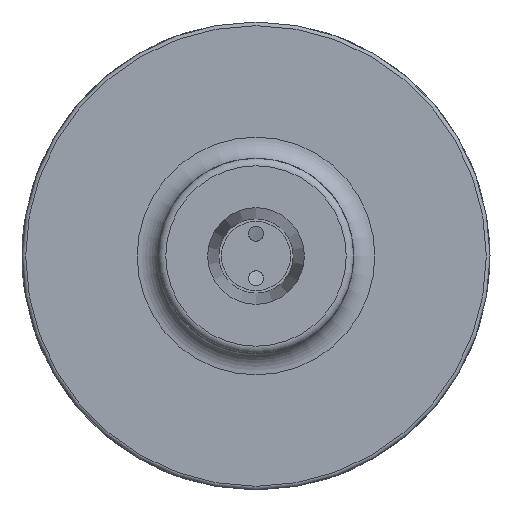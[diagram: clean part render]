
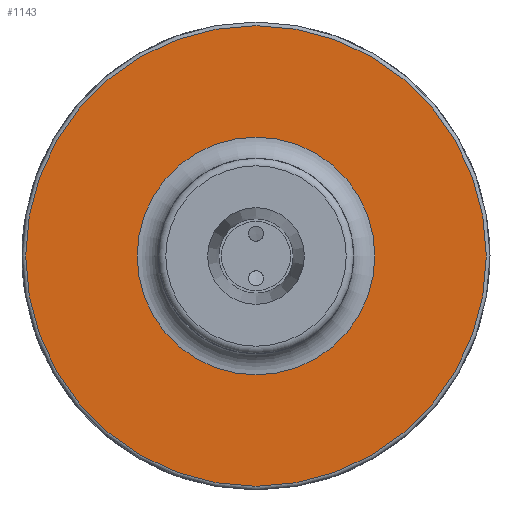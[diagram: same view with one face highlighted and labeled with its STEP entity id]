
A CAD part, left-side view. The second image highlights one B-rep face of the part: STEP entity #1143.
In plain terms, the highlighted planar face has unit normal (-1, 0, 0).
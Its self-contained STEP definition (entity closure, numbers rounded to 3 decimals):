
#980=CARTESIAN_POINT('',(-22.,0.0,16.));
#981=VERTEX_POINT('',#980);
#982=CARTESIAN_POINT('',(-22.,0.0,0.0));
#983=DIRECTION('',(-1.0,0.0,0.0));
#984=DIRECTION('',(0.0,0.0,1.0));
#985=AXIS2_PLACEMENT_3D('',#982,#983,#984);
#986=CIRCLE('',#985,16.);
#987=EDGE_CURVE('',#981,#981,#986,.T.);
#1124=CARTESIAN_POINT('',(-22.,31.5,0.0));
#1125=DIRECTION('',(-1.0,0.0,0.0));
#1126=DIRECTION('',(0.0,0.0,1.0));
#1127=AXIS2_PLACEMENT_3D('',#1124,#1125,#1126);
#1128=PLANE('',#1127);
#1129=CARTESIAN_POINT('',(-22.,31.,0.));
#1130=VERTEX_POINT('',#1129);
#1131=CARTESIAN_POINT('',(-22.,0.,0.0));
#1132=DIRECTION('',(1.0,0.0,0.0));
#1133=DIRECTION('',(0.0,-1.0,0.0));
#1134=AXIS2_PLACEMENT_3D('',#1131,#1132,#1133);
#1135=CIRCLE('',#1134,31.);
#1136=EDGE_CURVE('',#1130,#1130,#1135,.T.);
#1137=ORIENTED_EDGE('',*,*,#1136,.F.);
#1138=EDGE_LOOP('',(#1137));
#1139=FACE_OUTER_BOUND('',#1138,.T.);
#1140=ORIENTED_EDGE('',*,*,#987,.F.);
#1141=EDGE_LOOP('',(#1140));
#1142=FACE_BOUND('',#1141,.T.);
#1143=ADVANCED_FACE('',(#1139,#1142),#1128,.T.);
